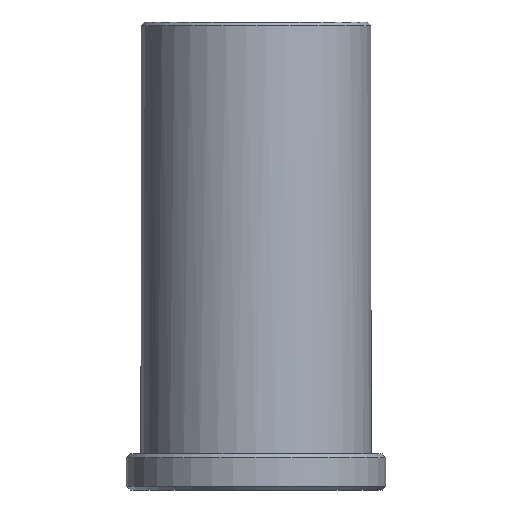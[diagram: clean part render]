
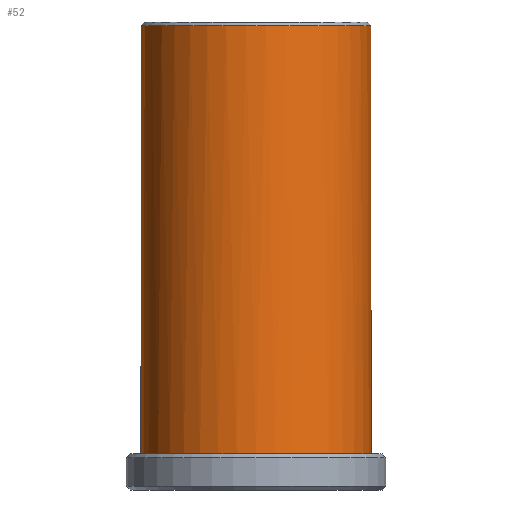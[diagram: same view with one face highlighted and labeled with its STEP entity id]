
A CAD part, front view. The second image highlights one B-rep face of the part: STEP entity #52.
In plain terms, the highlighted cylindrical face has radius 16 mm (diameter 32 mm), a full revolution.
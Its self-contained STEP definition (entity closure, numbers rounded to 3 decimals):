
#52=ADVANCED_FACE('',(#80,#81),#66,.T.);
#66=CYLINDRICAL_SURFACE('',#243,16.);
#69=ELLIPSE('',#242,22.627,16.);
#70=LINE('',#340,#75);
#71=LINE('',#345,#76);
#75=VECTOR('',#276,1.);
#76=VECTOR('',#279,1.);
#80=FACE_BOUND('',#100,.T.);
#81=FACE_BOUND('',#101,.T.);
#100=EDGE_LOOP('',(#124));
#101=EDGE_LOOP('',(#125,#126,#127,#128));
#124=ORIENTED_EDGE('',*,*,#177,.T.);
#125=ORIENTED_EDGE('',*,*,#178,.T.);
#126=ORIENTED_EDGE('',*,*,#179,.T.);
#127=ORIENTED_EDGE('',*,*,#180,.T.);
#128=ORIENTED_EDGE('',*,*,#181,.T.);
#162=VERTEX_POINT('',#339);
#163=VERTEX_POINT('',#341);
#164=VERTEX_POINT('',#342);
#165=VERTEX_POINT('',#344);
#166=VERTEX_POINT('',#346);
#177=EDGE_CURVE('',#162,#162,#196,.T.);
#178=EDGE_CURVE('',#163,#164,#70,.T.);
#179=EDGE_CURVE('',#164,#165,#197,.T.);
#180=EDGE_CURVE('',#165,#166,#71,.T.);
#181=EDGE_CURVE('',#166,#163,#69,.T.);
#196=CIRCLE('',#240,16.);
#197=CIRCLE('',#241,16.);
#240=AXIS2_PLACEMENT_3D('',#338,#274,#275);
#241=AXIS2_PLACEMENT_3D('',#343,#277,#278);
#242=AXIS2_PLACEMENT_3D('',#347,#280,#281);
#243=AXIS2_PLACEMENT_3D('',#348,#282,#283);
#274=DIRECTION('',(0.,0.,1.));
#275=DIRECTION('',(0.,-1.,0.));
#276=DIRECTION('',(0.,0.,1.));
#277=DIRECTION('',(0.,0.,-1.));
#278=DIRECTION('',(0.,1.,0.));
#279=DIRECTION('',(0.,0.,-1.));
#280=DIRECTION('',(0.,-0.707,-0.707));
#281=DIRECTION('',(0.,-0.707,0.707));
#282=DIRECTION('',(0.,0.,1.));
#283=DIRECTION('',(0.,1.,0.));
#338=CARTESIAN_POINT('',(0.,0.,0.));
#339=CARTESIAN_POINT('',(0.,-16.,0.));
#340=CARTESIAN_POINT('',(6.764,14.5,7.));
#341=CARTESIAN_POINT('',(6.764,14.5,7.));
#342=CARTESIAN_POINT('',(6.764,14.5,59.5));
#343=CARTESIAN_POINT('',(0.,0.,59.5));
#344=CARTESIAN_POINT('',(-6.764,14.5,59.5));
#345=CARTESIAN_POINT('',(-6.764,14.5,7.));
#346=CARTESIAN_POINT('',(-6.764,14.5,7.));
#347=CARTESIAN_POINT('',(0.,0.,21.5));
#348=CARTESIAN_POINT('',(0.,0.,0.));
